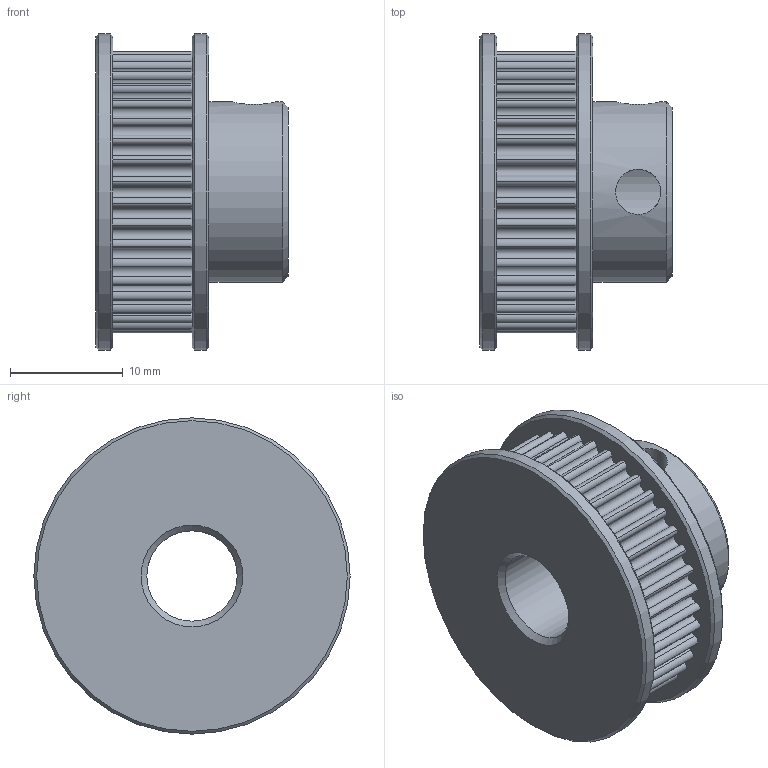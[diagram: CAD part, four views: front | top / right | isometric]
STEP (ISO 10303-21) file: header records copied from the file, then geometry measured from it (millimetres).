
FILE_DESCRIPTION(/* description */ (''),/* implementation_level */ '2;1');
FILE_NAME(/* name */ 'GT2 Timing Pulley T40.stp',/* time_stamp */ '2022-06-12T10:27:19+02:00',/* author */ ('Niels'),/* organization */ (''),/* preprocessor_version */ 'ST-DEVELOPER v17.2',/* originating_system */ 'Autodesk Inventor 2019',/* authorisation */ '');
FILE_SCHEMA (('AUTOMOTIVE_DESIGN { 1 0 10303 214 3 1 1 }'));
Length unit declared in the file: millimetre
Products named in the file (1): GT2 Timing Pulley T40
Bounding box: 17 x 28 x 28 mm (x, y, z)
Volume: 5425.4 mm3; surface area: 3332 mm2
Topology: 1 solids, 1 shells, 138 faces, 404 edges, 271 vertices
Faces by surface type: cylinder 126, cone 7, plane 5
Full cylindrical faces by diameter (mm): 4 x2, 8 x1, 16 x1, 28 x2
Entity records: 4924 total; most frequent: CARTESIAN_POINT 950, DIRECTION 937, ORIENTED_EDGE 808, EDGE_CURVE 404, AXIS2_PLACEMENT_3D 402, VERTEX_POINT 271, CIRCLE 263, EDGE_LOOP 147
